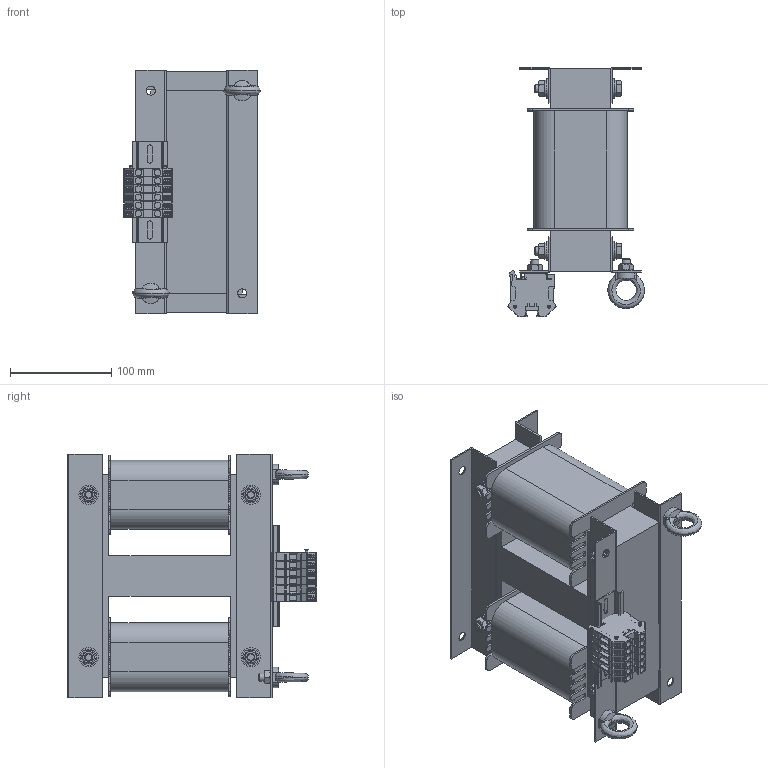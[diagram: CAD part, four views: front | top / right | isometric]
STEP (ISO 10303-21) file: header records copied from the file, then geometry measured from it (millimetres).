
FILE_DESCRIPTION(/* description */ (''),/* implementation_level */ '2;1');
FILE_NAME(/* name */ 'YZV02205400.stp',/* time_stamp */ '2023-03-31T10:47:22+02:00',/* author */ ('velazquez'),/* organization */ ('MANUMAG'),/* preprocessor_version */ 'ST-DEVELOPER v19.2',/* originating_system */ 'Autodesk Inventor 2023',/* authorisation */ '');
FILE_SCHEMA (('AUTOMOTIVE_DESIGN { 1 0 10303 214 3 1 1 }'));
Length unit declared in the file: millimetre
Products named in the file (12): YZV02205400; 3UI120 200 x 200 - 60 (Rc40); RC40 NT040; UI 120_60; DIN 933 - M8  x 80; DIN 125 - A 8,4; centrador M8; carril 4 agujeros; FICHA 6; FICHA 6 AM_VE; DIN 580 - M8; DIN 934 - M8
Assembly tree (42 placements, depth 2):
  YZV02205400
    3UI120 200 x 200 - 60 (Rc40)
    RC40 NT040  x4
    UI 120_60  x2
    DIN 933 - M8  x 80  x4
    DIN 125 - A 8,4  x8
    DIN 934 - M8  x6
    centrador M8  x8
    carril 4 agujeros
    FICHA 6  x5
    FICHA 6 AM_VE
    DIN 580 - M8  x2
Bounding box: 134.8 x 245.95 x 240 mm (x, y, z)
Volume: 2864697.3 mm3; surface area: 504243.6 mm2
Topology: 42 solids, 42 shells, 2292 faces, 6112 edges, 3959 vertices
Faces by surface type: plane 1566, cylinder 562, cone 110, torus 34, sphere 12, bspline 8
Full cylindrical faces by diameter (mm): 2.4 x12, 2.5 x12, 2.75 x12, 2.95 x12, 6.3 x12, 6.647 x6, 7 x2, 7.323 x4, 8 x14, 8.4 x8, 9 x8, 9.6 x8, 10.5 x8, 11 x4, 11.4 x4, 16 x8, 19 x8
Entity records: 27690 total; most frequent: CARTESIAN_POINT 5128, DIRECTION 4508, ORIENTED_EDGE 4506, EDGE_CURVE 2253, LINE 1684, VECTOR 1684, VERTEX_POINT 1465, AXIS2_PLACEMENT_3D 1412
